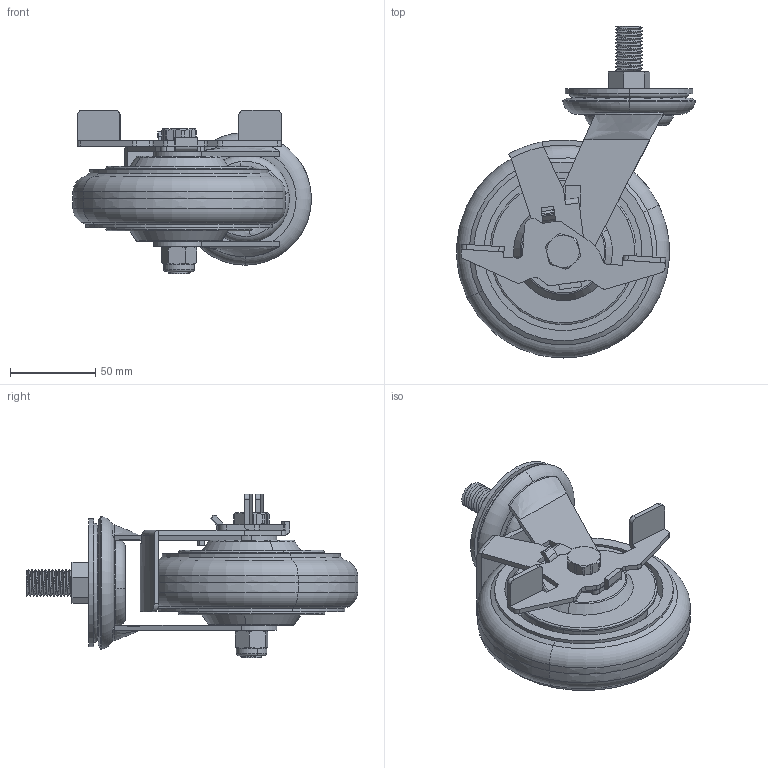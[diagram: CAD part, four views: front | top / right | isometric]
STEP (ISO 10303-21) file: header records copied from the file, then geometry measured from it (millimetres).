
FILE_DESCRIPTION (( 'STEP AP203' ), '1' );
FILE_NAME ('APC-5250 SSB.step', '2018-08-16T08:00:20', ( '' ), ( '' ), 'SwSTEP 2.0', 'SolidWorks 2018', '' );
FILE_SCHEMA (( 'CONFIG_CONTROL_DESIGN' ));
Length unit declared in the file: millimetre
Products named in the file (13): 5250BRAKE B; APC-5250 FRAME; 5240_5250 BRAKE F; APC-500 UNDER RING; 5250 BRAKE; APC-5250 WHEEL; APC-5250 SSB; APC-5250 WHEEL COVER; APC-5250 WHEEL ASSAY; APC-500 BRAKE PIN; nylon nut (type1)_ks_KS B 1044 T1 - M12-N; APC-500 SS SHAFT; APC-5240SS TOP PLATE
Assembly tree (13 placements, depth 3):
  APC-5250 SSB
    APC-5240SS TOP PLATE
    APC-5250 FRAME
    APC-500 UNDER RING
    APC-5250 WHEEL ASSAY
      APC-5250 WHEEL
      APC-5250 WHEEL COVER  x2
    APC-500 BRAKE PIN
    nylon nut (type1)_ks_KS B 1044 T1 - M12-N
    APC-500 SS SHAFT
    5250 BRAKE
      5250BRAKE B
      5240_5250 BRAKE F
Bounding box: 140.36 x 194.96 x 96 mm (x, y, z)
Volume: 464627.5 mm3; surface area: 145374 mm2
Topology: 12 solids, 12 shells, 481 faces, 1184 edges, 745 vertices
Faces by surface type: plane 208, cylinder 152, torus 51, cone 42, bspline 28
Entity records: 19749 total; most frequent: CARTESIAN_POINT 7563, ORIENTED_EDGE 2316, DIRECTION 2189, EDGE_CURVE 1158, AXIS2_PLACEMENT_3D 806, VERTEX_POINT 729, VECTOR 577, LINE 577
